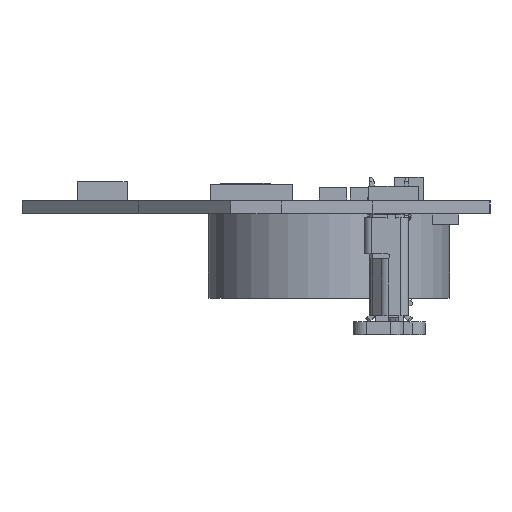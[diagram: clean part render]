
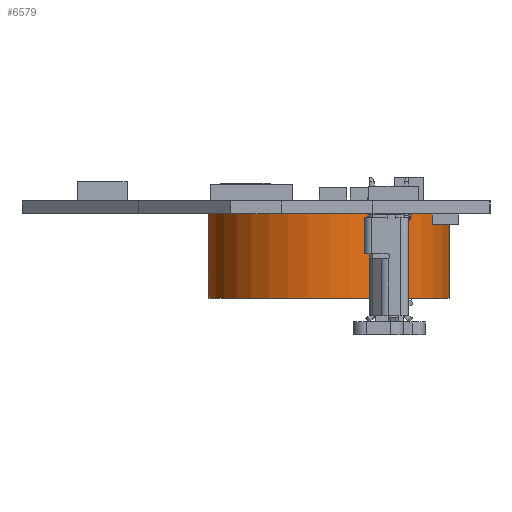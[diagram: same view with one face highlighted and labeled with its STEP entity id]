
A CAD part, left-side view. The second image highlights one B-rep face of the part: STEP entity #6579.
In plain terms, the highlighted cylindrical face has radius 7.5 mm (diameter 15 mm), a full revolution.
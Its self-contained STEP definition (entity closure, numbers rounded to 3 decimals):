
#6579 = ADVANCED_FACE('',(#6580),#6594,.T.);
#6580 = FACE_BOUND('',#6581,.T.);
#6581 = EDGE_LOOP('',(#6582,#6612,#6642,#6643));
#6582 = ORIENTED_EDGE('',*,*,#6583,.F.);
#6583 = EDGE_CURVE('',#6584,#6586,#6588,.T.);
#6584 = VERTEX_POINT('',#6585);
#6585 = CARTESIAN_POINT('',(7.5,0.,0.));
#6586 = VERTEX_POINT('',#6587);
#6587 = CARTESIAN_POINT('',(7.5,0.,5.25));
#6588 = SEAM_CURVE('',#6589,(#6593,#6605),.PCURVE_S1.);
#6589 = LINE('',#6590,#6591);
#6590 = CARTESIAN_POINT('',(7.5,0.,0.));
#6591 = VECTOR('',#6592,1.);
#6592 = DIRECTION('',(0.,0.,1.));
#6593 = PCURVE('',#6594,#6599);
#6594 = CYLINDRICAL_SURFACE('',#6595,7.5);
#6595 = AXIS2_PLACEMENT_3D('',#6596,#6597,#6598);
#6596 = CARTESIAN_POINT('',(0.,0.,0.));
#6597 = DIRECTION('',(0.,0.,-1.));
#6598 = DIRECTION('',(1.,0.,0.));
#6599 = DEFINITIONAL_REPRESENTATION('',(#6600),#6604);
#6600 = LINE('',#6601,#6602);
#6601 = CARTESIAN_POINT('',(6.283,0.));
#6602 = VECTOR('',#6603,1.);
#6603 = DIRECTION('',(0.,-1.));
#6604 = ( GEOMETRIC_REPRESENTATION_CONTEXT(2) 
PARAMETRIC_REPRESENTATION_CONTEXT() REPRESENTATION_CONTEXT('2D SPACE',''
  ) );
#6605 = PCURVE('',#6594,#6606);
#6606 = DEFINITIONAL_REPRESENTATION('',(#6607),#6611);
#6607 = LINE('',#6608,#6609);
#6608 = CARTESIAN_POINT('',(0.,0.));
#6609 = VECTOR('',#6610,1.);
#6610 = DIRECTION('',(0.,-1.));
#6611 = ( GEOMETRIC_REPRESENTATION_CONTEXT(2) 
PARAMETRIC_REPRESENTATION_CONTEXT() REPRESENTATION_CONTEXT('2D SPACE',''
  ) );
#6612 = ORIENTED_EDGE('',*,*,#6613,.T.);
#6613 = EDGE_CURVE('',#6584,#6584,#6614,.T.);
#6614 = SURFACE_CURVE('',#6615,(#6620,#6626),.PCURVE_S1.);
#6615 = CIRCLE('',#6616,7.5);
#6616 = AXIS2_PLACEMENT_3D('',#6617,#6618,#6619);
#6617 = CARTESIAN_POINT('',(0.,0.,0.));
#6618 = DIRECTION('',(0.,0.,1.));
#6619 = DIRECTION('',(1.,0.,0.));
#6620 = PCURVE('',#6594,#6621);
#6621 = DEFINITIONAL_REPRESENTATION('',(#6622),#6625);
#6622 = B_SPLINE_CURVE_WITH_KNOTS('',1,(#6623,#6624),.UNSPECIFIED.,.F.,
  .F.,(2,2),(0.,6.283),.PIECEWISE_BEZIER_KNOTS.);
#6623 = CARTESIAN_POINT('',(6.283,0.));
#6624 = CARTESIAN_POINT('',(0.,0.));
#6625 = ( GEOMETRIC_REPRESENTATION_CONTEXT(2) 
PARAMETRIC_REPRESENTATION_CONTEXT() REPRESENTATION_CONTEXT('2D SPACE',''
  ) );
#6626 = PCURVE('',#6627,#6632);
#6627 = PLANE('',#6628);
#6628 = AXIS2_PLACEMENT_3D('',#6629,#6630,#6631);
#6629 = CARTESIAN_POINT('',(7.5,0.,0.));
#6630 = DIRECTION('',(0.,0.,-1.));
#6631 = DIRECTION('',(-1.,0.,0.));
#6632 = DEFINITIONAL_REPRESENTATION('',(#6633),#6641);
#6633 = ( BOUNDED_CURVE() B_SPLINE_CURVE(2,(#6634,#6635,#6636,#6637,
#6638,#6639,#6640),.UNSPECIFIED.,.F.,.F.) B_SPLINE_CURVE_WITH_KNOTS((1,2
    ,2,2,2,1),(-2.094,0.,2.094,4.189,
6.283,8.378),.UNSPECIFIED.) CURVE() 
GEOMETRIC_REPRESENTATION_ITEM() RATIONAL_B_SPLINE_CURVE((1.,0.5,1.,0.5,
1.,0.5,1.)) REPRESENTATION_ITEM('') );
#6634 = CARTESIAN_POINT('',(0.,0.));
#6635 = CARTESIAN_POINT('',(0.,12.99));
#6636 = CARTESIAN_POINT('',(11.25,6.495));
#6637 = CARTESIAN_POINT('',(22.5,0.));
#6638 = CARTESIAN_POINT('',(11.25,-6.495));
#6639 = CARTESIAN_POINT('',(0.,-12.99));
#6640 = CARTESIAN_POINT('',(0.,0.));
#6641 = ( GEOMETRIC_REPRESENTATION_CONTEXT(2) 
PARAMETRIC_REPRESENTATION_CONTEXT() REPRESENTATION_CONTEXT('2D SPACE',''
  ) );
#6642 = ORIENTED_EDGE('',*,*,#6583,.T.);
#6643 = ORIENTED_EDGE('',*,*,#6644,.F.);
#6644 = EDGE_CURVE('',#6586,#6586,#6645,.T.);
#6645 = SURFACE_CURVE('',#6646,(#6651,#6657),.PCURVE_S1.);
#6646 = CIRCLE('',#6647,7.5);
#6647 = AXIS2_PLACEMENT_3D('',#6648,#6649,#6650);
#6648 = CARTESIAN_POINT('',(0.,0.,5.25));
#6649 = DIRECTION('',(0.,0.,1.));
#6650 = DIRECTION('',(1.,0.,0.));
#6651 = PCURVE('',#6594,#6652);
#6652 = DEFINITIONAL_REPRESENTATION('',(#6653),#6656);
#6653 = B_SPLINE_CURVE_WITH_KNOTS('',1,(#6654,#6655),.UNSPECIFIED.,.F.,
  .F.,(2,2),(0.,6.283),.PIECEWISE_BEZIER_KNOTS.);
#6654 = CARTESIAN_POINT('',(6.283,-5.25));
#6655 = CARTESIAN_POINT('',(0.,-5.25));
#6656 = ( GEOMETRIC_REPRESENTATION_CONTEXT(2) 
PARAMETRIC_REPRESENTATION_CONTEXT() REPRESENTATION_CONTEXT('2D SPACE',''
  ) );
#6657 = PCURVE('',#6658,#6663);
#6658 = PLANE('',#6659);
#6659 = AXIS2_PLACEMENT_3D('',#6660,#6661,#6662);
#6660 = CARTESIAN_POINT('',(7.5,0.,5.25));
#6661 = DIRECTION('',(0.,0.,-1.));
#6662 = DIRECTION('',(-1.,0.,0.));
#6663 = DEFINITIONAL_REPRESENTATION('',(#6664),#6672);
#6664 = ( BOUNDED_CURVE() B_SPLINE_CURVE(2,(#6665,#6666,#6667,#6668,
#6669,#6670,#6671),.UNSPECIFIED.,.F.,.F.) B_SPLINE_CURVE_WITH_KNOTS((1,2
    ,2,2,2,1),(-2.094,0.,2.094,4.189,
6.283,8.378),.UNSPECIFIED.) CURVE() 
GEOMETRIC_REPRESENTATION_ITEM() RATIONAL_B_SPLINE_CURVE((1.,0.5,1.,0.5,
1.,0.5,1.)) REPRESENTATION_ITEM('') );
#6665 = CARTESIAN_POINT('',(0.,0.));
#6666 = CARTESIAN_POINT('',(0.,12.99));
#6667 = CARTESIAN_POINT('',(11.25,6.495));
#6668 = CARTESIAN_POINT('',(22.5,0.));
#6669 = CARTESIAN_POINT('',(11.25,-6.495));
#6670 = CARTESIAN_POINT('',(0.,-12.99));
#6671 = CARTESIAN_POINT('',(0.,0.));
#6672 = ( GEOMETRIC_REPRESENTATION_CONTEXT(2) 
PARAMETRIC_REPRESENTATION_CONTEXT() REPRESENTATION_CONTEXT('2D SPACE',''
  ) );
